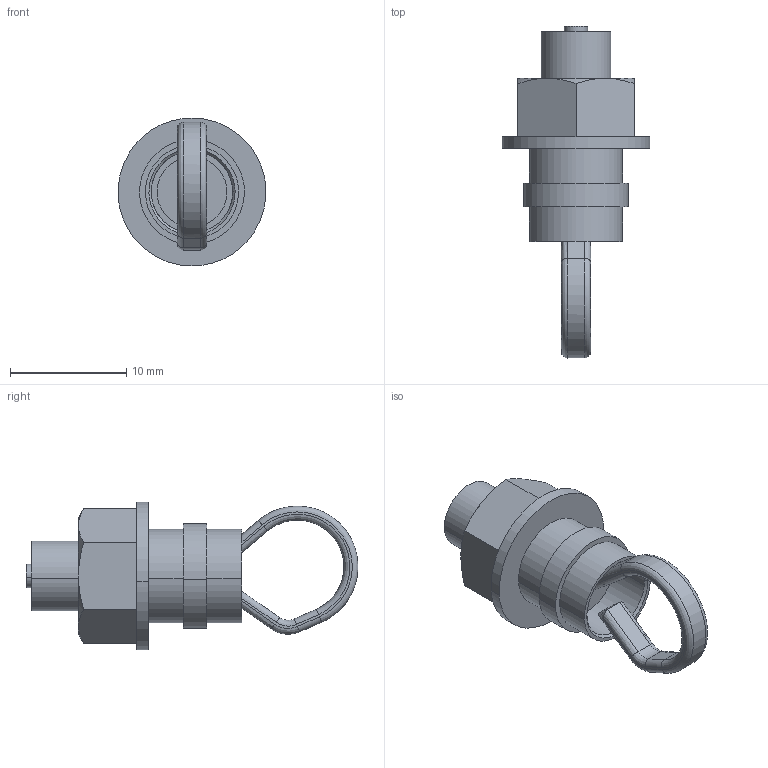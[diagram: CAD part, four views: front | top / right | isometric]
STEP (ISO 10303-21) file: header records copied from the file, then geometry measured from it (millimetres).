
FILE_DESCRIPTION((''),'2;1');
FILE_NAME('','2005-12-14T17:30:51',(''),(''),'','CADfix','');
FILE_SCHEMA(('AUTOMOTIVE_DESIGN'));
Length unit declared in the file: millimetre
Products named in the file (6): washer; stopper; screw; nut; hook; TM_57_13110_36
Assembly tree (5 placements, depth 2):
  TM_57_13110_36
    washer
    stopper
    screw
    nut
    hook
Bounding box: 12.67 x 28.5 x 12.7 mm (x, y, z)
Volume: 1007.4 mm3; surface area: 1672 mm2
Topology: 5 solids, 5 shells, 92 faces, 238 edges, 160 vertices
Faces by surface type: bspline 92
Entity records: 3247 total; most frequent: CARTESIAN_POINT 1762, ORIENTED_EDGE 476, EDGE_CURVE 238, VERTEX_POINT 160, EDGE_LOOP 102, QUASI_UNIFORM_CURVE 98, FACE_OUTER_BOUND 92, ADVANCED_FACE 92
